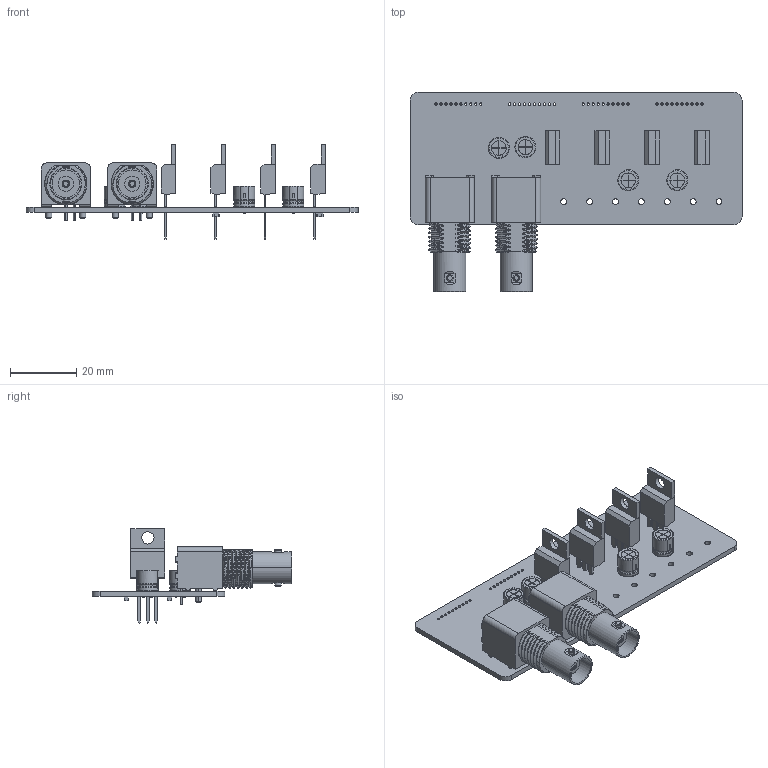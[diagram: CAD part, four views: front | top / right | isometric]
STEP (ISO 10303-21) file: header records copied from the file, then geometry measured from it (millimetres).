
FILE_DESCRIPTION(('KiCad electronic assembly'),'2;1');
FILE_NAME('3dmodel.step','2024-09-14T17:34:23',('Pcbnew'),('Kicad'), 'Open CASCADE STEP processor 7.7','KiCad to STEP converter','Unknown' );
FILE_SCHEMA(('AUTOMOTIVE_DESIGN { 1 0 10303 214 1 1 1 1 }'));
Length unit declared in the file: millimetre
Products named in the file (10): 3dmodel 1; 0731375003; TO-220-3_Vertical; CP_Radial_D6.3mm_P2.50mm; CP_Radial_D63mm_P250mm; C_0805_2012Metric; _autosave-psu_linear_reg_PCB
Assembly tree (19 placements, depth 3):
  3dmodel 1
    0731375003  x2
      0731375003
    TO-220-3_Vertical  x4
      TO-220-3_Vertical
    CP_Radial_D6.3mm_P2.50mm  x4
      CP_Radial_D63mm_P250mm
    C_0805_2012Metric  x4
      C_0805_2012Metric
    _autosave-psu_linear_reg_PCB
Bounding box: 100 x 60.18 x 28.52 mm (x, y, z)
Volume: 16529.8 mm3; surface area: 17510.9 mm2
Topology: 25 solids, 29 shells, 945 faces, 2465 edges, 1618 vertices
Faces by surface type: plane 484, cylinder 325, bspline 64, torus 44, revolution 16, cone 12
Full cylindrical faces by diameter (mm): 0.5 x8, 0.73 x40, 0.8 x8, 0.89 x4, 1.1 x12, 1.75 x7, 2.01 x4, 3.735 x4
Entity records: 21519 total; most frequent: CARTESIAN_POINT 10344, ORIENTED_EDGE 2080, DIRECTION 2062, EDGE_CURVE 1040, AXIS2_PLACEMENT_3D 762, VERTEX_POINT 684, FACE_BOUND 564, EDGE_LOOP 564
